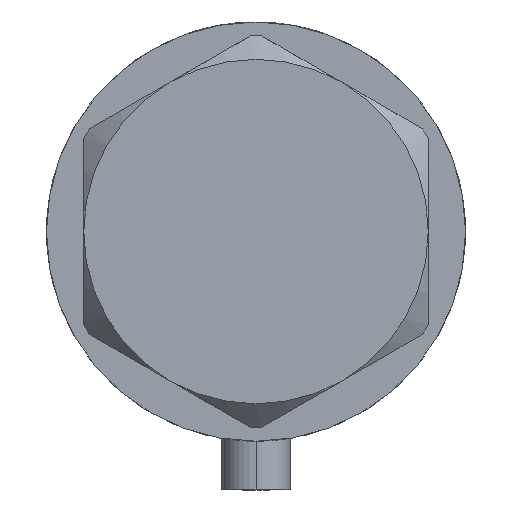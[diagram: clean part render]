
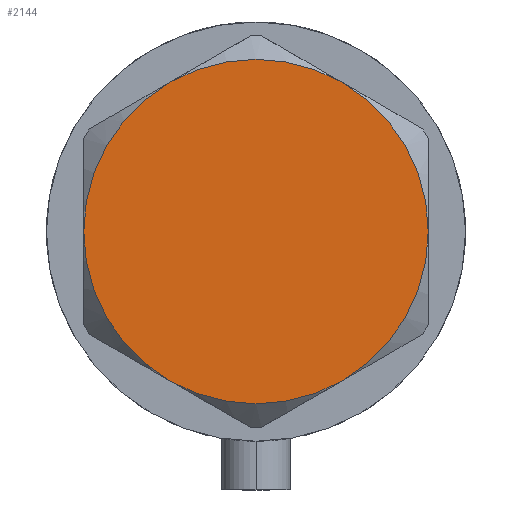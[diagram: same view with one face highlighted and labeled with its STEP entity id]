
A CAD part, left-side view. The second image highlights one B-rep face of the part: STEP entity #2144.
In plain terms, the highlighted face is planar.
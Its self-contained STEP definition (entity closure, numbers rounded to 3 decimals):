
#32 = DIRECTION ( 'NONE',  ( 1., 0., 0. ) ) ;
#38 = EDGE_CURVE ( 'NONE', #2002, #201, #2368, .T. ) ;
#119 = DIRECTION ( 'NONE',  ( 1., 0., 0. ) ) ;
#124 = EDGE_CURVE ( 'NONE', #3875, #2459, #2290, .T. ) ;
#198 = ORIENTED_EDGE ( 'NONE', *, *, #124, .T. ) ;
#201 = VERTEX_POINT ( 'NONE', #4385 ) ;
#218 = DIRECTION ( 'NONE',  ( 1., 0., 0. ) ) ;
#241 = FACE_OUTER_BOUND ( 'NONE', #4388, .T. ) ;
#290 = AXIS2_PLACEMENT_3D ( 'NONE', #1638, #4043, #218 ) ;
#490 = DIRECTION ( 'NONE',  ( 0., 0., 1. ) ) ;
#593 = AXIS2_PLACEMENT_3D ( 'NONE', #1545, #2925, #841 ) ;
#602 = DIRECTION ( 'NONE',  ( 1., 0., 0. ) ) ;
#723 = ORIENTED_EDGE ( 'NONE', *, *, #3480, .T. ) ;
#752 = EDGE_CURVE ( 'NONE', #2459, #3892, #2530, .T. ) ;
#807 = AXIS2_PLACEMENT_3D ( 'NONE', #3358, #3010, #602 ) ;
#822 = CARTESIAN_POINT ( 'NONE',  ( 0., 0., 14.5 ) ) ;
#841 = DIRECTION ( 'NONE',  ( 1., 0., 0. ) ) ;
#932 = CARTESIAN_POINT ( 'NONE',  ( 30., 0., 14.5 ) ) ;
#1349 = ORIENTED_EDGE ( 'NONE', *, *, #752, .T. ) ;
#1467 = CARTESIAN_POINT ( 'NONE',  ( 15., -25.981, 14.5 ) ) ;
#1492 = ORIENTED_EDGE ( 'NONE', *, *, #38, .T. ) ;
#1522 = DIRECTION ( 'NONE',  ( 1., 0., 0. ) ) ;
#1545 = CARTESIAN_POINT ( 'NONE',  ( 0., 0., 14.5 ) ) ;
#1638 = CARTESIAN_POINT ( 'NONE',  ( 0., 0., 14.5 ) ) ;
#1665 = CARTESIAN_POINT ( 'NONE',  ( -15., -25.981, 14.5 ) ) ;
#1668 = CARTESIAN_POINT ( 'NONE',  ( 0., 0., 14.5 ) ) ;
#1671 = VERTEX_POINT ( 'NONE', #2736 ) ;
#1813 = CARTESIAN_POINT ( 'NONE',  ( 0., 0., 14.5 ) ) ;
#1876 = CIRCLE ( 'NONE', #593, 30. ) ;
#1894 = ORIENTED_EDGE ( 'NONE', *, *, #3278, .T. ) ;
#2002 = VERTEX_POINT ( 'NONE', #3561 ) ;
#2072 = ORIENTED_EDGE ( 'NONE', *, *, #2340, .T. ) ;
#2097 = AXIS2_PLACEMENT_3D ( 'NONE', #822, #490, #2864 ) ;
#2144 = ADVANCED_FACE ( 'NONE', ( #241 ), #3672, .T. ) ;
#2248 = AXIS2_PLACEMENT_3D ( 'NONE', #2980, #2613, #1522 ) ;
#2290 = CIRCLE ( 'NONE', #290, 30. ) ;
#2340 = EDGE_CURVE ( 'NONE', #1671, #2002, #1876, .T. ) ;
#2368 = CIRCLE ( 'NONE', #3980, 30. ) ;
#2459 = VERTEX_POINT ( 'NONE', #1467 ) ;
#2530 = CIRCLE ( 'NONE', #3612, 30. ) ;
#2613 = DIRECTION ( 'NONE',  ( 0., 0., 1. ) ) ;
#2736 = CARTESIAN_POINT ( 'NONE',  ( 15., 25.981, 14.5 ) ) ;
#2864 = DIRECTION ( 'NONE',  ( 1., 0., 0. ) ) ;
#2925 = DIRECTION ( 'NONE',  ( 0., 0., 1. ) ) ;
#2980 = CARTESIAN_POINT ( 'NONE',  ( 0., 0., 14.5 ) ) ;
#3010 = DIRECTION ( 'NONE',  ( 0., 0., 1. ) ) ;
#3278 = EDGE_CURVE ( 'NONE', #201, #3875, #4070, .T. ) ;
#3358 = CARTESIAN_POINT ( 'NONE',  ( 0., 0., 14.5 ) ) ;
#3480 = EDGE_CURVE ( 'NONE', #3892, #1671, #4006, .T. ) ;
#3561 = CARTESIAN_POINT ( 'NONE',  ( -15., 25.981, 14.5 ) ) ;
#3612 = AXIS2_PLACEMENT_3D ( 'NONE', #1668, #3716, #32 ) ;
#3629 = DIRECTION ( 'NONE',  ( 0., 0., 1. ) ) ;
#3672 = PLANE ( 'NONE',  #807 ) ;
#3716 = DIRECTION ( 'NONE',  ( 0., 0., 1. ) ) ;
#3875 = VERTEX_POINT ( 'NONE', #1665 ) ;
#3892 = VERTEX_POINT ( 'NONE', #932 ) ;
#3980 = AXIS2_PLACEMENT_3D ( 'NONE', #1813, #3629, #119 ) ;
#4006 = CIRCLE ( 'NONE', #2248, 30. ) ;
#4043 = DIRECTION ( 'NONE',  ( 0., 0., 1. ) ) ;
#4070 = CIRCLE ( 'NONE', #2097, 30. ) ;
#4385 = CARTESIAN_POINT ( 'NONE',  ( -30., 0., 14.5 ) ) ;
#4388 = EDGE_LOOP ( 'NONE', ( #1349, #723, #2072, #1492, #1894, #198 ) ) ;
